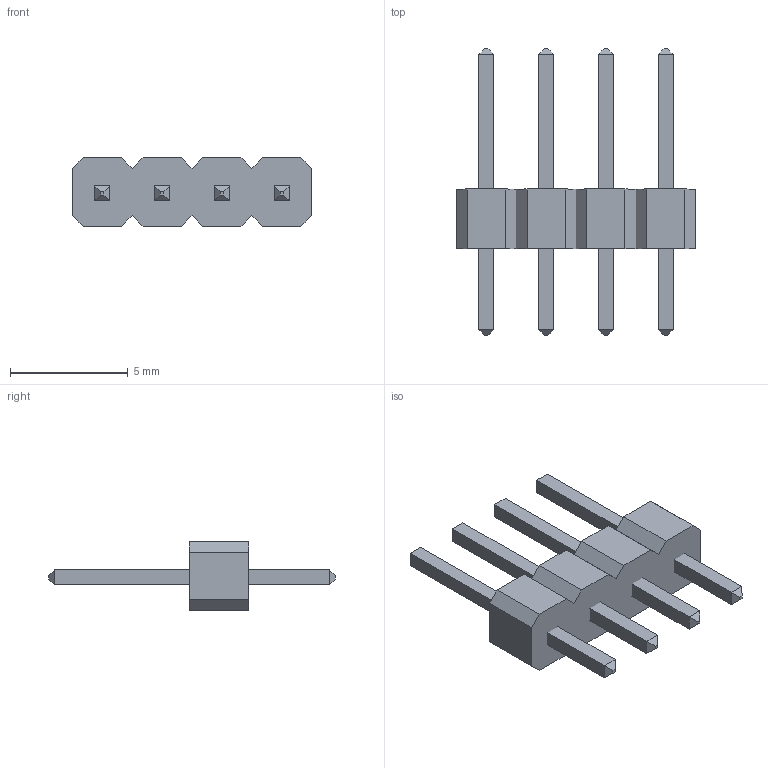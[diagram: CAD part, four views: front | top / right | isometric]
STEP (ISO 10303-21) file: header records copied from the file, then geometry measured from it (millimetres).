
FILE_DESCRIPTION (( 'STEP AP214' ), '1' );
FILE_NAME ('User Library-pin header 1x4.STEP', '2016-07-11T07:35:09', ( 'Windows User' ), ( '' ), 'SwSTEP 2.0', 'SolidWorks 2016', '' );
FILE_SCHEMA (( 'AUTOMOTIVE_DESIGN' ));
Length unit declared in the file: millimetre
Products named in the file (3): User Library-pin header 1x4_User Library-PinHeaderX5-1_PinHeaderX5_Body_1_1; User Library-pin header 1x4_User Library-PinHeaderX5-1_PinHeaderX5_Pins_1_1; User Library-pin header 1x4
Assembly tree (2 placements, depth 2):
  User Library-pin header 1x4
    User Library-pin header 1x4_User Library-PinHeaderX5-1_PinHeaderX5_Pins_1_1
    User Library-pin header 1x4_User Library-PinHeaderX5-1_PinHeaderX5_Body_1_1
Bounding box: 10.16 x 12.19 x 2.92 mm (x, y, z)
Volume: 92.9 mm3; surface area: 261.9 mm2
Topology: 2 solids, 2 shells, 90 faces, 226 edges, 140 vertices
Faces by surface type: plane 90
Entity records: 3694 total; most frequent: CARTESIAN_POINT 461, ORIENTED_EDGE 452, DIRECTION 416, VECTOR 226, EDGE_CURVE 226, LINE 226, VERTEX_POINT 140, UNCERTAINTY_MEASURE_WITH_UNIT 97
